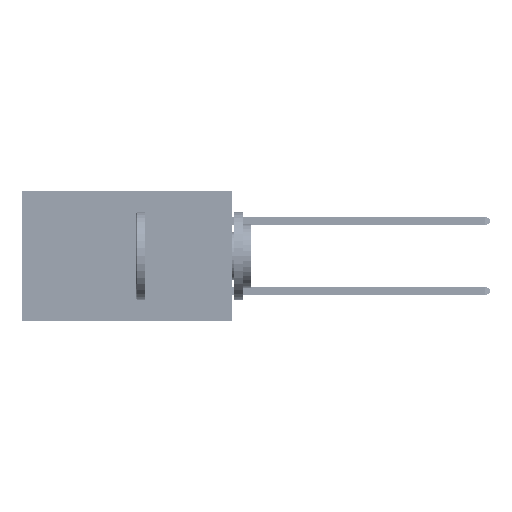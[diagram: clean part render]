
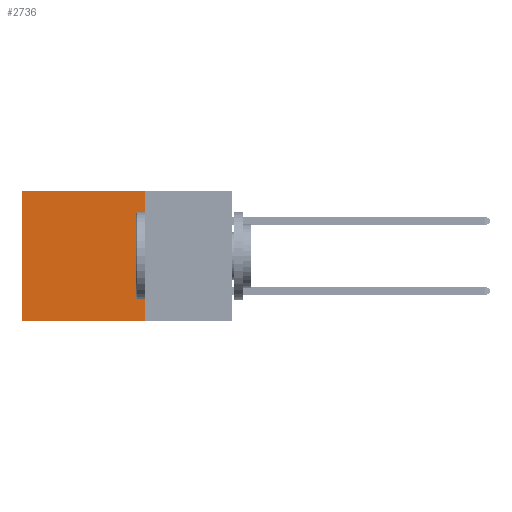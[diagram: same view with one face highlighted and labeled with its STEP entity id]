
A CAD part, left-side view. The second image highlights one B-rep face of the part: STEP entity #2736.
In plain terms, the highlighted planar face has unit normal (-1, 0, 0).
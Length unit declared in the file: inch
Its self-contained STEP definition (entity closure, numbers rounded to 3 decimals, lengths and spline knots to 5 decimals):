
#1948 = EDGE_CURVE ( 'NONE', #8697, #31583, #5734, .T. ) ;
#2014 = ORIENTED_EDGE ( 'NONE', *, *, #1948, .F. ) ;
#2149 = VECTOR ( 'NONE', #46027, 39.37008 ) ;
#2736 = ADVANCED_FACE ( 'NONE', ( #20393 ), #18681, .F. ) ;
#4409 = CARTESIAN_POINT ( 'NONE',  ( 0.2875, 0.25, 0. ) ) ;
#5734 = LINE ( 'NONE', #49033, #2149 ) ;
#7476 = EDGE_LOOP ( 'NONE', ( #19954, #2014, #13960, #46561 ) ) ;
#7765 = DIRECTION ( 'NONE',  ( 1., 0., 0. ) ) ;
#8553 = VERTEX_POINT ( 'NONE', #13058 ) ;
#8697 = VERTEX_POINT ( 'NONE', #32031 ) ;
#9795 = VECTOR ( 'NONE', #45877, 39.37008 ) ;
#11747 = VECTOR ( 'NONE', #46223, 39.37008 ) ;
#13058 = CARTESIAN_POINT ( 'NONE',  ( 0.2875, 0.6, 0. ) ) ;
#13918 = LINE ( 'NONE', #46031, #9795 ) ;
#13960 = ORIENTED_EDGE ( 'NONE', *, *, #22030, .F. ) ;
#15057 = CARTESIAN_POINT ( 'NONE',  ( 0.2875, 0.25, 0. ) ) ;
#18681 = PLANE ( 'NONE',  #34305 ) ;
#19954 = ORIENTED_EDGE ( 'NONE', *, *, #44042, .T. ) ;
#20151 = LINE ( 'NONE', #32110, #21316 ) ;
#20393 = FACE_OUTER_BOUND ( 'NONE', #7476, .T. ) ;
#21316 = VECTOR ( 'NONE', #47690, 39.37008 ) ;
#22030 = EDGE_CURVE ( 'NONE', #31093, #8697, #13918, .T. ) ;
#25170 = EDGE_CURVE ( 'NONE', #31093, #8553, #38377, .T. ) ;
#31093 = VERTEX_POINT ( 'NONE', #4409 ) ;
#31583 = VERTEX_POINT ( 'NONE', #48413 ) ;
#32031 = CARTESIAN_POINT ( 'NONE',  ( 0.2875, 0.25, -0.37 ) ) ;
#32110 = CARTESIAN_POINT ( 'NONE',  ( 0.2875, 0.6, 0. ) ) ;
#34196 = DIRECTION ( 'NONE',  ( 0., 0., -1. ) ) ;
#34305 = AXIS2_PLACEMENT_3D ( 'NONE', #15057, #7765, #34196 ) ;
#38377 = LINE ( 'NONE', #39101, #11747 ) ;
#39101 = CARTESIAN_POINT ( 'NONE',  ( 0.2875, 0.25, 0. ) ) ;
#44042 = EDGE_CURVE ( 'NONE', #8553, #31583, #20151, .T. ) ;
#45877 = DIRECTION ( 'NONE',  ( 0., 0., -1. ) ) ;
#46027 = DIRECTION ( 'NONE',  ( 0., 1., 0. ) ) ;
#46031 = CARTESIAN_POINT ( 'NONE',  ( 0.2875, 0.25, 0. ) ) ;
#46223 = DIRECTION ( 'NONE',  ( 0., 1., 0. ) ) ;
#46561 = ORIENTED_EDGE ( 'NONE', *, *, #25170, .T. ) ;
#47690 = DIRECTION ( 'NONE',  ( 0., 0., -1. ) ) ;
#48413 = CARTESIAN_POINT ( 'NONE',  ( 0.2875, 0.6, -0.37 ) ) ;
#49033 = CARTESIAN_POINT ( 'NONE',  ( 0.2875, 0.25, -0.37 ) ) ;
